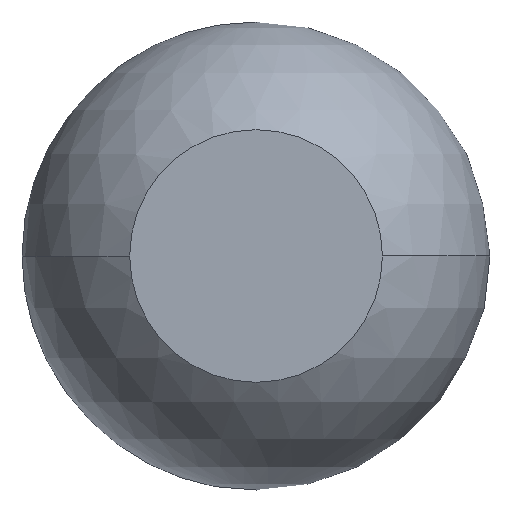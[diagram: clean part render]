
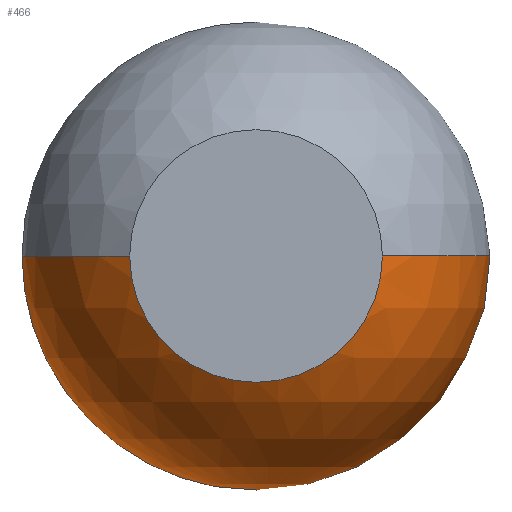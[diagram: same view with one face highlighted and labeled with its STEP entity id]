
A CAD part, front view. The second image highlights one B-rep face of the part: STEP entity #466.
In plain terms, the highlighted spherical face has radius 12.5 mm.
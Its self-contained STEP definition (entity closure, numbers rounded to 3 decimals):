
#7 = CIRCLE ( 'NONE', #292, 12.5 ) ;
#21 = ORIENTED_EDGE ( 'NONE', *, *, #120, .T. ) ;
#48 = SPHERICAL_SURFACE ( 'NONE', #230, 12.5 ) ;
#50 = CARTESIAN_POINT ( 'NONE',  ( 6.75, -10.521, 0. ) ) ;
#70 = CARTESIAN_POINT ( 'NONE',  ( -6.75, -10.521, 0. ) ) ;
#78 = DIRECTION ( 'NONE',  ( 0., 0., 1. ) ) ;
#97 = DIRECTION ( 'NONE',  ( 0., 0., 1. ) ) ;
#110 = DIRECTION ( 'NONE',  ( 0., 1., 0. ) ) ;
#120 = EDGE_CURVE ( 'NONE', #691, #560, #7, .T. ) ;
#129 = ORIENTED_EDGE ( 'NONE', *, *, #643, .F. ) ;
#229 = FACE_OUTER_BOUND ( 'NONE', #427, .T. ) ;
#230 = AXIS2_PLACEMENT_3D ( 'NONE', #361, #78, #614 ) ;
#292 = AXIS2_PLACEMENT_3D ( 'NONE', #378, #550, #391 ) ;
#298 = VERTEX_POINT ( 'NONE', #50 ) ;
#342 = AXIS2_PLACEMENT_3D ( 'NONE', #587, #701, #710 ) ;
#361 = CARTESIAN_POINT ( 'NONE',  ( 0., 0., 0. ) ) ;
#375 = CIRCLE ( 'NONE', #342, 8.75 ) ;
#378 = CARTESIAN_POINT ( 'NONE',  ( 0., 0., 0. ) ) ;
#379 = AXIS2_PLACEMENT_3D ( 'NONE', #460, #110, #703 ) ;
#391 = DIRECTION ( 'NONE',  ( -1., 0., 0. ) ) ;
#409 = CARTESIAN_POINT ( 'NONE',  ( -8.75, 8.927, 0. ) ) ;
#427 = EDGE_LOOP ( 'NONE', ( #129, #601, #21, #505 ) ) ;
#452 = EDGE_CURVE ( 'NONE', #478, #560, #375, .T. ) ;
#455 = CARTESIAN_POINT ( 'NONE',  ( 0., 0., 0. ) ) ;
#460 = CARTESIAN_POINT ( 'NONE',  ( 0., -10.521, 0. ) ) ;
#466 = ADVANCED_FACE ( 'NONE', ( #229 ), #48, .T. ) ;
#478 = VERTEX_POINT ( 'NONE', #615 ) ;
#505 = ORIENTED_EDGE ( 'NONE', *, *, #452, .F. ) ;
#550 = DIRECTION ( 'NONE',  ( 0., 0., -1. ) ) ;
#560 = VERTEX_POINT ( 'NONE', #409 ) ;
#567 = DIRECTION ( 'NONE',  ( 1., 0., 0. ) ) ;
#587 = CARTESIAN_POINT ( 'NONE',  ( 0., 8.927, 0. ) ) ;
#601 = ORIENTED_EDGE ( 'NONE', *, *, #687, .T. ) ;
#614 = DIRECTION ( 'NONE',  ( -1., 0., 0. ) ) ;
#615 = CARTESIAN_POINT ( 'NONE',  ( 8.75, 8.927, 0. ) ) ;
#643 = EDGE_CURVE ( 'NONE', #298, #478, #669, .T. ) ;
#649 = CIRCLE ( 'NONE', #379, 6.75 ) ;
#669 = CIRCLE ( 'NONE', #720, 12.5 ) ;
#687 = EDGE_CURVE ( 'NONE', #298, #691, #649, .T. ) ;
#691 = VERTEX_POINT ( 'NONE', #70 ) ;
#701 = DIRECTION ( 'NONE',  ( 0., 1., 0. ) ) ;
#703 = DIRECTION ( 'NONE',  ( 0., 0., 1. ) ) ;
#710 = DIRECTION ( 'NONE',  ( 0., 0., 1. ) ) ;
#720 = AXIS2_PLACEMENT_3D ( 'NONE', #455, #97, #567 ) ;
